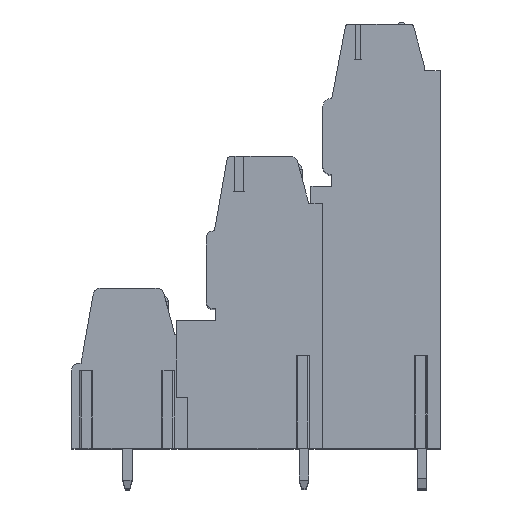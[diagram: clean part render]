
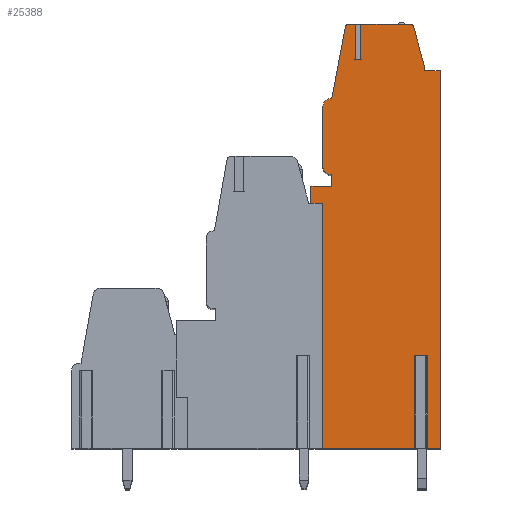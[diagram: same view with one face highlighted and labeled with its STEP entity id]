
A CAD part, top view. The second image highlights one B-rep face of the part: STEP entity #25388.
In plain terms, the highlighted planar face has unit normal (0, 0, 1).
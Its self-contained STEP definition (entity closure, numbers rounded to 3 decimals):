
#13=DIRECTION('',(0.,1.,0.));
#14=VECTOR('',#13,14.45);
#15=CARTESIAN_POINT('',(1.,-19.1,58.42));
#16=LINE('',#15,#14);
#17=DIRECTION('',(0.,-1.,0.));
#18=VECTOR('',#17,1.45);
#19=CARTESIAN_POINT('',(0.,3.5,58.42));
#20=LINE('',#19,#18);
#21=DIRECTION('',(-1.,0.,0.));
#22=VECTOR('',#21,1.8);
#23=CARTESIAN_POINT('',(1.8,3.5,58.42));
#24=LINE('',#23,#22);
#25=DIRECTION('',(0.,-1.,0.));
#26=VECTOR('',#25,1.);
#27=CARTESIAN_POINT('',(1.8,4.5,58.42));
#28=LINE('',#27,#26);
#29=CARTESIAN_POINT('',(1.8,5.3,58.42));
#30=DIRECTION('',(0.,0.,1.));
#31=DIRECTION('',(-1.,0.,0.));
#32=AXIS2_PLACEMENT_3D('',#29,#30,#31);
#34=DIRECTION('',(0.,-1.,0.));
#35=VECTOR('',#34,5.);
#36=CARTESIAN_POINT('',(1.,10.3,58.42));
#37=LINE('',#36,#35);
#38=CARTESIAN_POINT('',(1.8,10.3,58.42));
#39=DIRECTION('',(0.,0.,1.));
#40=DIRECTION('',(0.,1.,0.));
#41=AXIS2_PLACEMENT_3D('',#38,#39,#40);
#43=DIRECTION('',(-0.186,-0.983,0.));
#44=VECTOR('',#43,6.265);
#45=CARTESIAN_POINT('',(2.964,17.256,58.42));
#46=LINE('',#45,#44);
#47=CARTESIAN_POINT('',(3.259,17.2,58.42));
#48=DIRECTION('',(0.,0.,1.));
#49=DIRECTION('',(0.,1.,0.));
#50=AXIS2_PLACEMENT_3D('',#47,#48,#49);
#52=DIRECTION('',(-1.,0.,0.));
#53=VECTOR('',#52,0.551);
#54=CARTESIAN_POINT('',(3.81,17.5,58.42));
#55=LINE('',#54,#53);
#56=DIRECTION('',(0.,-1.,0.));
#57=VECTOR('',#56,3.05);
#58=CARTESIAN_POINT('',(3.81,17.5,58.42));
#59=LINE('',#58,#57);
#60=DIRECTION('',(1.,0.,0.));
#61=VECTOR('',#60,0.5);
#62=CARTESIAN_POINT('',(3.81,14.45,58.42));
#63=LINE('',#62,#61);
#64=DIRECTION('',(0.,-1.,0.));
#65=VECTOR('',#64,3.05);
#66=CARTESIAN_POINT('',(4.31,17.5,58.42));
#67=LINE('',#66,#65);
#68=DIRECTION('',(-1.,0.,0.));
#69=VECTOR('',#68,4.27);
#70=CARTESIAN_POINT('',(8.58,17.5,58.42));
#71=LINE('',#70,#69);
#72=CARTESIAN_POINT('',(8.58,17.2,58.42));
#73=DIRECTION('',(0.,0.,1.));
#74=DIRECTION('',(0.965,0.261,0.));
#75=AXIS2_PLACEMENT_3D('',#72,#73,#74);
#77=DIRECTION('',(-0.261,0.965,0.));
#78=VECTOR('',#77,3.539);
#79=CARTESIAN_POINT('',(9.792,13.861,58.42));
#80=LINE('',#79,#78);
#81=DIRECTION('',(-0.035,0.999,0.));
#82=VECTOR('',#81,0.361);
#83=CARTESIAN_POINT('',(9.805,13.5,58.42));
#84=LINE('',#83,#82);
#85=DIRECTION('',(-1.,0.,0.));
#86=VECTOR('',#85,1.355);
#87=CARTESIAN_POINT('',(11.16,13.5,58.42));
#88=LINE('',#87,#86);
#89=DIRECTION('',(0.,1.,0.));
#90=VECTOR('',#89,32.6);
#91=CARTESIAN_POINT('',(11.16,-19.1,58.42));
#92=LINE('',#91,#90);
#93=DIRECTION('',(1.,0.,0.));
#94=VECTOR('',#93,1.39);
#95=CARTESIAN_POINT('',(9.77,-19.1,58.42));
#96=LINE('',#95,#94);
#97=DIRECTION('',(0.,1.,0.));
#98=VECTOR('',#97,8.);
#99=CARTESIAN_POINT('',(9.77,-19.1,58.42));
#100=LINE('',#99,#98);
#101=DIRECTION('',(-1.,0.,0.));
#102=VECTOR('',#101,0.62);
#103=CARTESIAN_POINT('',(9.77,-11.1,58.42));
#104=LINE('',#103,#102);
#105=DIRECTION('',(0.,1.,0.));
#106=VECTOR('',#105,8.);
#107=CARTESIAN_POINT('',(9.15,-19.1,58.42));
#108=LINE('',#107,#106);
#109=DIRECTION('',(1.,0.,0.));
#110=VECTOR('',#109,8.15);
#111=CARTESIAN_POINT('',(1.,-19.1,58.42));
#112=LINE('',#111,#110);
#133=DIRECTION('',(-1.,0.,0.));
#134=VECTOR('',#133,1.195);
#135=CARTESIAN_POINT('',(1.,-4.65,58.42));
#136=LINE('',#135,#134);
#141=DIRECTION('',(-1.,0.,0.));
#142=VECTOR('',#141,0.195);
#143=CARTESIAN_POINT('',(0.,2.05,58.42));
#144=LINE('',#143,#142);
#637=DIRECTION('',(0.,-1.,0.));
#638=VECTOR('',#637,6.7);
#639=CARTESIAN_POINT('',(-0.195,2.05,58.42));
#640=LINE('',#639,#638);
#20003=CARTESIAN_POINT('',(11.16,-19.1,58.42));
#20004=CARTESIAN_POINT('',(11.16,13.5,58.42));
#20005=VERTEX_POINT('',#20003);
#20006=VERTEX_POINT('',#20004);
#20007=CARTESIAN_POINT('',(9.805,13.5,58.42));
#20008=VERTEX_POINT('',#20007);
#20009=CARTESIAN_POINT('',(9.792,13.861,58.42));
#20010=VERTEX_POINT('',#20009);
#20011=CARTESIAN_POINT('',(8.87,17.278,58.42));
#20012=VERTEX_POINT('',#20011);
#20013=CARTESIAN_POINT('',(8.58,17.5,58.42));
#20014=VERTEX_POINT('',#20013);
#20015=CARTESIAN_POINT('',(3.259,17.5,58.42));
#20016=CARTESIAN_POINT('',(2.964,17.256,58.42));
#20017=VERTEX_POINT('',#20015);
#20018=VERTEX_POINT('',#20016);
#20019=CARTESIAN_POINT('',(1.8,11.1,58.42));
#20020=VERTEX_POINT('',#20019);
#20021=CARTESIAN_POINT('',(1.,10.3,58.42));
#20022=VERTEX_POINT('',#20021);
#20023=CARTESIAN_POINT('',(1.,5.3,58.42));
#20024=VERTEX_POINT('',#20023);
#20025=CARTESIAN_POINT('',(1.8,4.5,58.42));
#20026=VERTEX_POINT('',#20025);
#20027=CARTESIAN_POINT('',(1.8,3.5,58.42));
#20028=VERTEX_POINT('',#20027);
#20029=CARTESIAN_POINT('',(0.,3.5,58.42));
#20030=VERTEX_POINT('',#20029);
#20129=CARTESIAN_POINT('',(1.,-19.1,58.42));
#20130=VERTEX_POINT('',#20129);
#20155=CARTESIAN_POINT('',(9.77,-11.1,58.42));
#20156=CARTESIAN_POINT('',(9.15,-11.1,58.42));
#20157=VERTEX_POINT('',#20155);
#20158=VERTEX_POINT('',#20156);
#20159=CARTESIAN_POINT('',(9.77,-19.1,58.42));
#20160=VERTEX_POINT('',#20159);
#20161=CARTESIAN_POINT('',(9.15,-19.1,58.42));
#20162=VERTEX_POINT('',#20161);
#20199=CARTESIAN_POINT('',(3.81,14.45,58.42));
#20200=CARTESIAN_POINT('',(4.31,14.45,58.42));
#20201=VERTEX_POINT('',#20199);
#20202=VERTEX_POINT('',#20200);
#20203=CARTESIAN_POINT('',(4.31,17.5,58.42));
#20204=VERTEX_POINT('',#20203);
#20205=CARTESIAN_POINT('',(3.81,17.5,58.42));
#20206=VERTEX_POINT('',#20205);
#20583=CARTESIAN_POINT('',(-0.195,-4.65,58.42));
#20585=VERTEX_POINT('',#20583);
#20587=CARTESIAN_POINT('',(0.,2.05,58.42));
#20588=CARTESIAN_POINT('',(-0.195,2.05,58.42));
#20589=VERTEX_POINT('',#20587);
#20590=VERTEX_POINT('',#20588);
#20595=CARTESIAN_POINT('',(1.,-4.65,58.42));
#20597=VERTEX_POINT('',#20595);
#25327=CARTESIAN_POINT('',(0.,0.,58.42));
#25328=DIRECTION('',(0.,0.,1.));
#25329=DIRECTION('',(1.,0.,0.));
#25330=AXIS2_PLACEMENT_3D('',#25327,#25328,#25329);
#25331=PLANE('',#25330);
#25333=ORIENTED_EDGE('',*,*,#25332,.T.);
#25335=ORIENTED_EDGE('',*,*,#25334,.T.);
#25337=ORIENTED_EDGE('',*,*,#25336,.F.);
#25339=ORIENTED_EDGE('',*,*,#25338,.F.);
#25341=ORIENTED_EDGE('',*,*,#25340,.F.);
#25343=ORIENTED_EDGE('',*,*,#25342,.F.);
#25345=ORIENTED_EDGE('',*,*,#25344,.F.);
#25347=ORIENTED_EDGE('',*,*,#25346,.F.);
#25349=ORIENTED_EDGE('',*,*,#25348,.F.);
#25351=ORIENTED_EDGE('',*,*,#25350,.F.);
#25353=ORIENTED_EDGE('',*,*,#25352,.F.);
#25355=ORIENTED_EDGE('',*,*,#25354,.F.);
#25357=ORIENTED_EDGE('',*,*,#25356,.F.);
#25359=ORIENTED_EDGE('',*,*,#25358,.T.);
#25361=ORIENTED_EDGE('',*,*,#25360,.T.);
#25363=ORIENTED_EDGE('',*,*,#25362,.F.);
#25365=ORIENTED_EDGE('',*,*,#25364,.F.);
#25367=ORIENTED_EDGE('',*,*,#25366,.F.);
#25369=ORIENTED_EDGE('',*,*,#25368,.F.);
#25371=ORIENTED_EDGE('',*,*,#25370,.F.);
#25373=ORIENTED_EDGE('',*,*,#25372,.F.);
#25375=ORIENTED_EDGE('',*,*,#25374,.F.);
#25377=ORIENTED_EDGE('',*,*,#25376,.F.);
#25379=ORIENTED_EDGE('',*,*,#25378,.T.);
#25381=ORIENTED_EDGE('',*,*,#25380,.T.);
#25383=ORIENTED_EDGE('',*,*,#25382,.F.);
#25385=ORIENTED_EDGE('',*,*,#25384,.F.);
#25386=EDGE_LOOP('',(#25333,#25335,#25337,#25339,#25341,#25343,#25345,#25347,
#25349,#25351,#25353,#25355,#25357,#25359,#25361,#25363,#25365,#25367,#25369,
#25371,#25373,#25375,#25377,#25379,#25381,#25383,#25385));
#25387=FACE_OUTER_BOUND('',#25386,.F.);
#33=CIRCLE('',#32,0.8);
#42=CIRCLE('',#41,0.8);
#51=CIRCLE('',#50,0.3);
#76=CIRCLE('',#75,0.3);
#25332=EDGE_CURVE('',#20130,#20597,#16,.T.);
#25334=EDGE_CURVE('',#20597,#20585,#136,.T.);
#25336=EDGE_CURVE('',#20590,#20585,#640,.T.);
#25338=EDGE_CURVE('',#20589,#20590,#144,.T.);
#25340=EDGE_CURVE('',#20030,#20589,#20,.T.);
#25342=EDGE_CURVE('',#20028,#20030,#24,.T.);
#25344=EDGE_CURVE('',#20026,#20028,#28,.T.);
#25346=EDGE_CURVE('',#20024,#20026,#33,.T.);
#25348=EDGE_CURVE('',#20022,#20024,#37,.T.);
#25350=EDGE_CURVE('',#20020,#20022,#42,.T.);
#25352=EDGE_CURVE('',#20018,#20020,#46,.T.);
#25354=EDGE_CURVE('',#20017,#20018,#51,.T.);
#25356=EDGE_CURVE('',#20206,#20017,#55,.T.);
#25358=EDGE_CURVE('',#20206,#20201,#59,.T.);
#25360=EDGE_CURVE('',#20201,#20202,#63,.T.);
#25362=EDGE_CURVE('',#20204,#20202,#67,.T.);
#25364=EDGE_CURVE('',#20014,#20204,#71,.T.);
#25366=EDGE_CURVE('',#20012,#20014,#76,.T.);
#25368=EDGE_CURVE('',#20010,#20012,#80,.T.);
#25370=EDGE_CURVE('',#20008,#20010,#84,.T.);
#25372=EDGE_CURVE('',#20006,#20008,#88,.T.);
#25374=EDGE_CURVE('',#20005,#20006,#92,.T.);
#25376=EDGE_CURVE('',#20160,#20005,#96,.T.);
#25378=EDGE_CURVE('',#20160,#20157,#100,.T.);
#25380=EDGE_CURVE('',#20157,#20158,#104,.T.);
#25382=EDGE_CURVE('',#20162,#20158,#108,.T.);
#25384=EDGE_CURVE('',#20130,#20162,#112,.T.);
#25388=ADVANCED_FACE('',(#25387),#25331,.T.);
